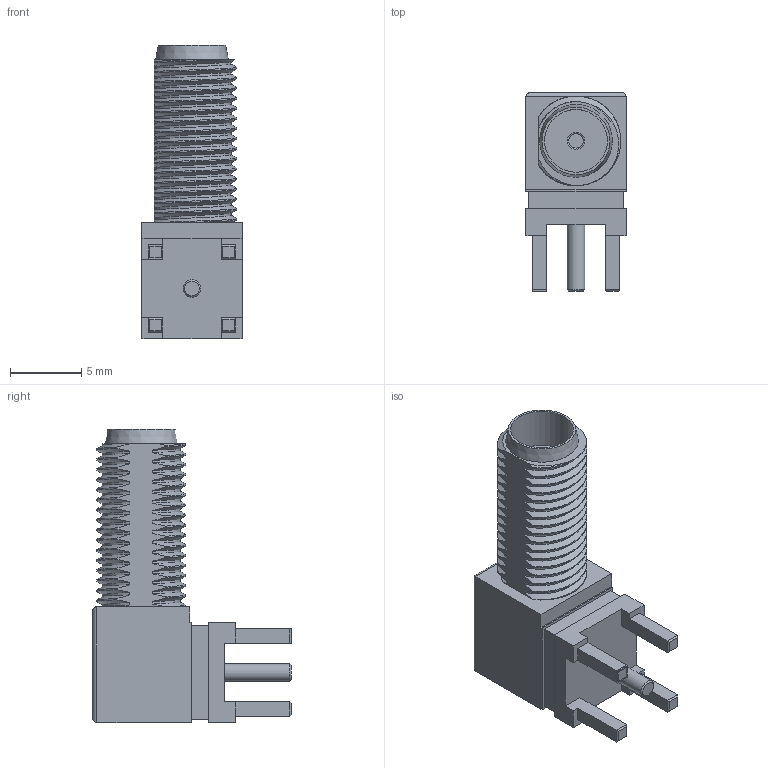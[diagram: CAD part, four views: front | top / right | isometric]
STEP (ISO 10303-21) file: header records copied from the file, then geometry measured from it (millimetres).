
FILE_DESCRIPTION(/* description */ (''),/* implementation_level */ '2;1');
FILE_NAME(/* name */ 'CONSMA002-L-G.step',/* time_stamp */ '2019-03-31T11:22:07+01:00',/* author */ ('dan.m0wut'),/* organization */ (''),/* preprocessor_version */ 'ST-DEVELOPER v17.2',/* originating_system */ 'Autodesk Translation Framework v7.6.0.251',/* authorisation */ '');
FILE_SCHEMA (('AUTOMOTIVE_DESIGN { 1 0 10303 214 3 1 1 }'));
Length unit declared in the file: millimetre
Products named in the file (1): CONSMA002-L-G
Bounding box: 7 x 13.9 x 20.5 mm (x, y, z)
Volume: 797.4 mm3; surface area: 1161.2 mm2
Topology: 3 solids, 3 shells, 152 faces, 397 edges, 258 vertices
Faces by surface type: plane 72, cylinder 42, bspline 35, cone 2, torus 1
Full cylindrical faces by diameter (mm): 1 x1, 1.24 x1, 4.391 x2
Entity records: 7111 total; most frequent: CARTESIAN_POINT 3692, ORIENTED_EDGE 794, DIRECTION 516, EDGE_CURVE 397, VERTEX_POINT 258, LINE 234, VECTOR 234, EDGE_LOOP 159
